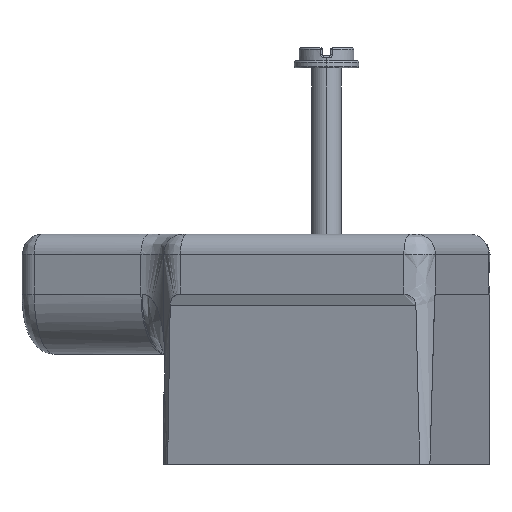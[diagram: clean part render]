
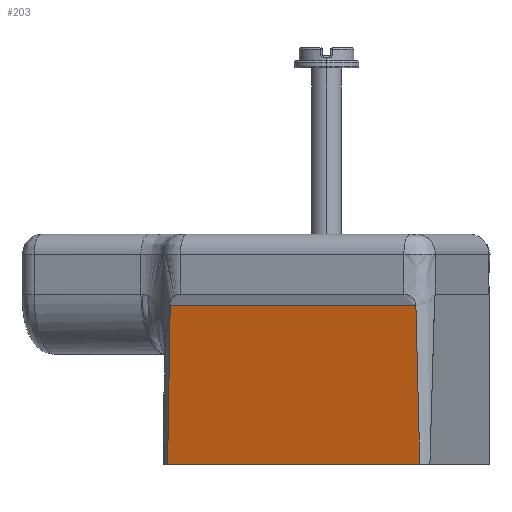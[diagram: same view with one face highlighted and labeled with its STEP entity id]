
A CAD part, left-side view. The second image highlights one B-rep face of the part: STEP entity #203.
In plain terms, the highlighted planar face has unit normal (-0.952, 0.306, -0.014).
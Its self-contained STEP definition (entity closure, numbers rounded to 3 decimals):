
#203=ADVANCED_FACE('',(#1218),#17977,.T.);
#1218=FACE_OUTER_BOUND('',#2235,.T.);
#2235=EDGE_LOOP('',(#3952,#3953,#3954,#3955));
#3952=ORIENTED_EDGE('',*,*,#9662,.T.);
#3953=ORIENTED_EDGE('',*,*,#9665,.F.);
#3954=ORIENTED_EDGE('',*,*,#9664,.T.);
#3955=ORIENTED_EDGE('',*,*,#9663,.F.);
#9662=EDGE_CURVE('',#15967,#16120,#14410,.T.);
#9663=EDGE_CURVE('',#15967,#15901,#14411,.T.);
#9664=EDGE_CURVE('',#15902,#15901,#14412,.T.);
#9665=EDGE_CURVE('',#15902,#16120,#14413,.T.);
#14410=B_SPLINE_CURVE_WITH_KNOTS('',1,(#26858,#26859),.UNSPECIFIED.,.F.,
 .F.,(2,2),(0.,1.),.UNSPECIFIED.);
#14411=B_SPLINE_CURVE_WITH_KNOTS('',1,(#26860,#26861,#26862,#26863,#26864,
#26865,#26866,#26867,#26868),.UNSPECIFIED.,.F.,.F.,(2,1,1,1,1,1,1,1,2),
(-20.,-19.,-18.,-17.,-16.,-15.,-14.,-13.,-12.),.UNSPECIFIED.);
#14412=B_SPLINE_CURVE_WITH_KNOTS('',1,(#26869,#26870),.UNSPECIFIED.,.F.,
 .F.,(2,2),(11.,12.),.UNSPECIFIED.);
#14413=B_SPLINE_CURVE_WITH_KNOTS('',1,(#26871,#26872,#26873,#26874,#26875,
#26876,#26877,#26878,#26879,#26880,#26881),.UNSPECIFIED.,.F.,.F.,(2,1,1,
1,1,1,1,1,1,1,2),(-11.,-10.,-9.,-8.,-7.,-6.,-5.,-4.,-3.,-2.,-1.),
 .UNSPECIFIED.);
#15901=VERTEX_POINT('',#25018);
#15902=VERTEX_POINT('',#25019);
#15967=VERTEX_POINT('',#25084);
#16120=VERTEX_POINT('',#25237);
#17977=PLANE('',#19074);
#19074=AXIS2_PLACEMENT_3D('',#22034,#19497,$);
#19497=DIRECTION('',(-0.952,0.306,-0.014));
#22034=CARTESIAN_POINT('',(-122.987,-66.691,-0.693));
#25018=CARTESIAN_POINT('',(-130.94,-92.145,-16.526));
#25019=CARTESIAN_POINT('',(-122.83,-66.909,-16.526));
#25084=CARTESIAN_POINT('',(-131.041,-91.756,-0.693));
#25237=CARTESIAN_POINT('',(-123.139,-67.166,-0.693));
#26858=CARTESIAN_POINT('',(-131.041,-91.756,-0.693));
#26859=CARTESIAN_POINT('',(-123.139,-67.166,-0.693));
#26860=CARTESIAN_POINT('',(-131.041,-91.756,-0.693));
#26861=CARTESIAN_POINT('',(-131.027,-91.83,-3.342));
#26862=CARTESIAN_POINT('',(-131.016,-91.878,-5.169));
#26863=CARTESIAN_POINT('',(-131.005,-91.927,-7.056));
#26864=CARTESIAN_POINT('',(-130.992,-91.975,-9.005));
#26865=CARTESIAN_POINT('',(-130.98,-92.017,-10.811));
#26866=CARTESIAN_POINT('',(-130.967,-92.06,-12.667));
#26867=CARTESIAN_POINT('',(-130.954,-92.103,-14.572));
#26868=CARTESIAN_POINT('',(-130.94,-92.145,-16.526));
#26869=CARTESIAN_POINT('',(-122.83,-66.909,-16.526));
#26870=CARTESIAN_POINT('',(-130.94,-92.145,-16.526));
#26871=CARTESIAN_POINT('',(-122.83,-66.909,-16.526));
#26872=CARTESIAN_POINT('',(-122.865,-66.934,-14.643));
#26873=CARTESIAN_POINT('',(-122.9,-66.959,-12.805));
#26874=CARTESIAN_POINT('',(-122.934,-66.985,-11.014));
#26875=CARTESIAN_POINT('',(-122.967,-67.012,-9.268));
#26876=CARTESIAN_POINT('',(-123.001,-67.04,-7.56));
#26877=CARTESIAN_POINT('',(-123.033,-67.068,-5.898));
#26878=CARTESIAN_POINT('',(-123.066,-67.096,-4.282));
#26879=CARTESIAN_POINT('',(-123.097,-67.126,-2.713));
#26880=CARTESIAN_POINT('',(-123.118,-67.146,-1.693));
#26881=CARTESIAN_POINT('',(-123.139,-67.166,-0.693));
